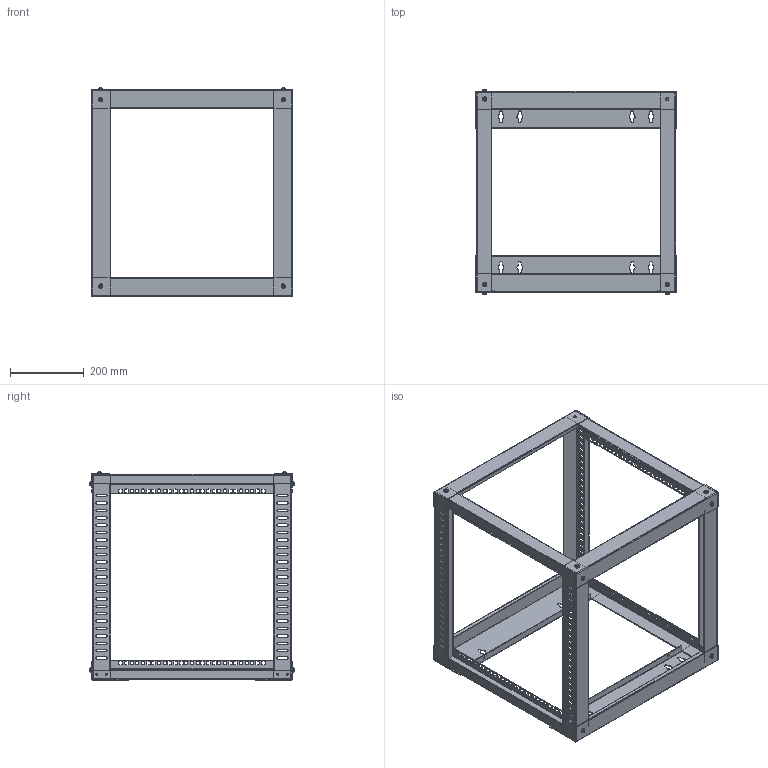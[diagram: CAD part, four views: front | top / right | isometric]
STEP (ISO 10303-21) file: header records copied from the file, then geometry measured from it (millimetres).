
FILE_DESCRIPTION (( 'STEP AP214' ), '1' );
FILE_NAME ('LC-9USDMTWMR_3D.step', '2023-12-14T14:30:04', ( '' ), ( '' ), 'SwSTEP 2.0', 'SolidWorks 2022', '' );
FILE_SCHEMA (( 'AUTOMOTIVE_DESIGN' ));
Length unit declared in the file: inch
Products named in the file (2): 00406277^LC-9USDMTWMR; LC-9USDMTWMR_3D
Assembly tree (1 placements, depth 2):
  LC-9USDMTWMR_3D
    00406277^LC-9USDMTWMR
Bounding box: 544 x 554.19 x 564.15 mm (x, y, z)
Volume: 1505944.6 mm3; surface area: 1459838.6 mm2
Topology: 5 solids, 5 shells, 1852 faces, 5186 edges, 3397 vertices
Faces by surface type: plane 1263, cylinder 512, cone 34, torus 18, bspline 16, sphere 9
Entity records: 68697 total; most frequent: CARTESIAN_POINT 14711, ORIENTED_EDGE 10336, DIRECTION 9914, EDGE_CURVE 5168, LINE 3830, VECTOR 3830, VERTEX_POINT 3388, AXIS2_PLACEMENT_3D 3042
